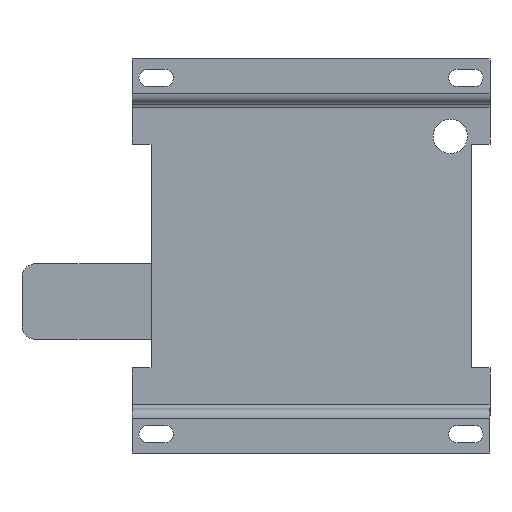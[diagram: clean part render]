
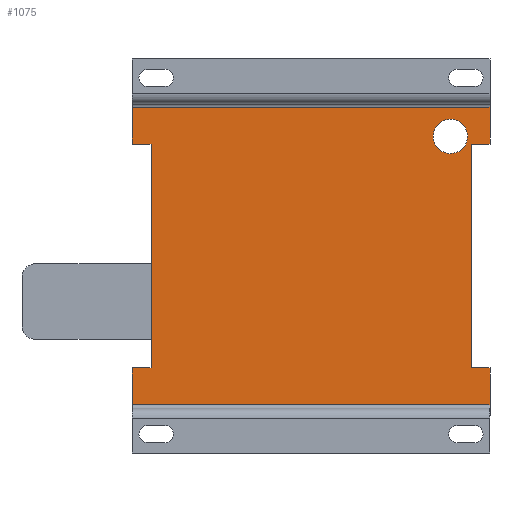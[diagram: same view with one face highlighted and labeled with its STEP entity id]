
A CAD part, front view. The second image highlights one B-rep face of the part: STEP entity #1075.
In plain terms, the highlighted planar face has unit normal (0, -1, 0).
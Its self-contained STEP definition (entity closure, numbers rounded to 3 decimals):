
#3 = DIRECTION ( 'NONE',  ( -1., 0., 0. ) ) ;
#5 = LINE ( 'NONE', #2578, #40 ) ;
#12 = CARTESIAN_POINT ( 'NONE',  ( 40.5, -2., 29.75 ) ) ;
#40 = VECTOR ( 'NONE', #1557, 1000. ) ;
#46 = CARTESIAN_POINT ( 'NONE',  ( -52., -2., 43.25 ) ) ;
#62 = ORIENTED_EDGE ( 'NONE', *, *, #2175, .F. ) ;
#88 = VERTEX_POINT ( 'NONE', #1038 ) ;
#122 = VERTEX_POINT ( 'NONE', #1225 ) ;
#124 = ORIENTED_EDGE ( 'NONE', *, *, #1549, .F. ) ;
#169 = LINE ( 'NONE', #1192, #1932 ) ;
#172 = VECTOR ( 'NONE', #1522, 1000. ) ;
#175 = VERTEX_POINT ( 'NONE', #12 ) ;
#178 = EDGE_CURVE ( 'NONE', #1255, #1048, #1987, .T. ) ;
#188 = CARTESIAN_POINT ( 'NONE',  ( 52., -2., 43.25 ) ) ;
#222 = CARTESIAN_POINT ( 'NONE',  ( 52., -2., -32.5 ) ) ;
#249 = CARTESIAN_POINT ( 'NONE',  ( 40.5, -2., 34.75 ) ) ;
#250 = EDGE_CURVE ( 'NONE', #446, #1984, #2076, .T. ) ;
#267 = DIRECTION ( 'NONE',  ( 0., 0., 1. ) ) ;
#313 = CARTESIAN_POINT ( 'NONE',  ( 46.5, -2., -32.5 ) ) ;
#376 = VERTEX_POINT ( 'NONE', #313 ) ;
#406 = ORIENTED_EDGE ( 'NONE', *, *, #616, .F. ) ;
#410 = ORIENTED_EDGE ( 'NONE', *, *, #651, .F. ) ;
#435 = VERTEX_POINT ( 'NONE', #1318 ) ;
#446 = VERTEX_POINT ( 'NONE', #2135 ) ;
#463 = EDGE_CURVE ( 'NONE', #1048, #435, #488, .T. ) ;
#488 = LINE ( 'NONE', #752, #172 ) ;
#541 = VECTOR ( 'NONE', #1235, 1000. ) ;
#551 = VECTOR ( 'NONE', #768, 1000. ) ;
#566 = CARTESIAN_POINT ( 'NONE',  ( -52., -2., 32.5 ) ) ;
#607 = FACE_BOUND ( 'NONE', #2361, .T. ) ;
#611 = VECTOR ( 'NONE', #1736, 1000. ) ;
#616 = EDGE_CURVE ( 'NONE', #1913, #88, #1495, .T. ) ;
#651 = EDGE_CURVE ( 'NONE', #1870, #376, #169, .T. ) ;
#677 = CARTESIAN_POINT ( 'NONE',  ( -52., -2., -32.5 ) ) ;
#712 = ORIENTED_EDGE ( 'NONE', *, *, #1085, .F. ) ;
#752 = CARTESIAN_POINT ( 'NONE',  ( 52., -2., -46.25 ) ) ;
#755 = EDGE_CURVE ( 'NONE', #175, #1042, #1726, .T. ) ;
#768 = DIRECTION ( 'NONE',  ( 1., 0., 0. ) ) ;
#778 = PLANE ( 'NONE',  #1299 ) ;
#813 = CARTESIAN_POINT ( 'NONE',  ( 52., -2., 32.5 ) ) ;
#824 = ORIENTED_EDGE ( 'NONE', *, *, #2140, .F. ) ;
#831 = ORIENTED_EDGE ( 'NONE', *, *, #1654, .F. ) ;
#848 = EDGE_CURVE ( 'NONE', #2625, #1255, #2407, .T. ) ;
#851 = EDGE_CURVE ( 'NONE', #1042, #175, #1343, .T. ) ;
#861 = CARTESIAN_POINT ( 'NONE',  ( -52., -2., -46.25 ) ) ;
#866 = DIRECTION ( 'NONE',  ( 0., 0., -1. ) ) ;
#903 = EDGE_LOOP ( 'NONE', ( #410, #831, #2044, #924, #2396, #712, #824, #406, #1052, #124, #1222, #62 ) ) ;
#924 = ORIENTED_EDGE ( 'NONE', *, *, #178, .F. ) ;
#977 = ORIENTED_EDGE ( 'NONE', *, *, #755, .F. ) ;
#987 = VECTOR ( 'NONE', #866, 1000. ) ;
#1005 = DIRECTION ( 'NONE',  ( 0., 0., 1. ) ) ;
#1024 = VECTOR ( 'NONE', #2215, 1000. ) ;
#1038 = CARTESIAN_POINT ( 'NONE',  ( -46.5, -2., -32.5 ) ) ;
#1042 = VERTEX_POINT ( 'NONE', #2402 ) ;
#1048 = VERTEX_POINT ( 'NONE', #188 ) ;
#1052 = ORIENTED_EDGE ( 'NONE', *, *, #2438, .F. ) ;
#1075 = ADVANCED_FACE ( 'NONE', ( #607, #1429 ), #778, .F. ) ;
#1085 = EDGE_CURVE ( 'NONE', #2049, #2625, #1121, .T. ) ;
#1121 = LINE ( 'NONE', #566, #1994 ) ;
#1127 = CARTESIAN_POINT ( 'NONE',  ( -52., -2., 32.5 ) ) ;
#1156 = CARTESIAN_POINT ( 'NONE',  ( 52., -2., -43.25 ) ) ;
#1175 = CARTESIAN_POINT ( 'NONE',  ( -52., -2., -32.5 ) ) ;
#1191 = CARTESIAN_POINT ( 'NONE',  ( 0., -2., 0. ) ) ;
#1192 = CARTESIAN_POINT ( 'NONE',  ( 46.5, -2., -32.5 ) ) ;
#1221 = AXIS2_PLACEMENT_3D ( 'NONE', #249, #1465, #267 ) ;
#1222 = ORIENTED_EDGE ( 'NONE', *, *, #250, .F. ) ;
#1225 = CARTESIAN_POINT ( 'NONE',  ( -52., -2., -43.25 ) ) ;
#1235 = DIRECTION ( 'NONE',  ( 1., 0., 0. ) ) ;
#1255 = VERTEX_POINT ( 'NONE', #2256 ) ;
#1268 = VECTOR ( 'NONE', #1928, 1000. ) ;
#1299 = AXIS2_PLACEMENT_3D ( 'NONE', #1191, #2437, #1005 ) ;
#1318 = CARTESIAN_POINT ( 'NONE',  ( 52., -2., 32.5 ) ) ;
#1343 = CIRCLE ( 'NONE', #1221, 5. ) ;
#1405 = CARTESIAN_POINT ( 'NONE',  ( -46.5, -2., -32.5 ) ) ;
#1429 = FACE_OUTER_BOUND ( 'NONE', #903, .T. ) ;
#1465 = DIRECTION ( 'NONE',  ( 0., -1., 0. ) ) ;
#1495 = LINE ( 'NONE', #1175, #551 ) ;
#1509 = CARTESIAN_POINT ( 'NONE',  ( -52., -2., -46.25 ) ) ;
#1522 = DIRECTION ( 'NONE',  ( 0., 0., -1. ) ) ;
#1527 = VECTOR ( 'NONE', #3, 1000. ) ;
#1549 = EDGE_CURVE ( 'NONE', #1984, #122, #5, .T. ) ;
#1557 = DIRECTION ( 'NONE',  ( -1., 0., 0. ) ) ;
#1589 = VECTOR ( 'NONE', #2035, 1000. ) ;
#1654 = EDGE_CURVE ( 'NONE', #435, #1870, #2472, .T. ) ;
#1679 = AXIS2_PLACEMENT_3D ( 'NONE', #2470, #1826, #1853 ) ;
#1726 = CIRCLE ( 'NONE', #1679, 5. ) ;
#1736 = DIRECTION ( 'NONE',  ( 0., 0., 1. ) ) ;
#1824 = DIRECTION ( 'NONE',  ( -1., 0., 0. ) ) ;
#1826 = DIRECTION ( 'NONE',  ( 0., -1., 0. ) ) ;
#1853 = DIRECTION ( 'NONE',  ( 0., 0., 1. ) ) ;
#1870 = VERTEX_POINT ( 'NONE', #2543 ) ;
#1913 = VERTEX_POINT ( 'NONE', #677 ) ;
#1928 = DIRECTION ( 'NONE',  ( 0., 0., 1. ) ) ;
#1932 = VECTOR ( 'NONE', #2619, 1000. ) ;
#1984 = VERTEX_POINT ( 'NONE', #1156 ) ;
#1987 = LINE ( 'NONE', #46, #541 ) ;
#1994 = VECTOR ( 'NONE', #1824, 1000. ) ;
#2010 = ORIENTED_EDGE ( 'NONE', *, *, #851, .F. ) ;
#2035 = DIRECTION ( 'NONE',  ( 0., 0., 1. ) ) ;
#2044 = ORIENTED_EDGE ( 'NONE', *, *, #463, .F. ) ;
#2049 = VERTEX_POINT ( 'NONE', #2351 ) ;
#2075 = CARTESIAN_POINT ( 'NONE',  ( 52., -2., -46.25 ) ) ;
#2076 = LINE ( 'NONE', #2075, #987 ) ;
#2135 = CARTESIAN_POINT ( 'NONE',  ( 52., -2., -32.5 ) ) ;
#2140 = EDGE_CURVE ( 'NONE', #88, #2049, #2338, .T. ) ;
#2175 = EDGE_CURVE ( 'NONE', #376, #446, #2593, .T. ) ;
#2215 = DIRECTION ( 'NONE',  ( 1., 0., 0. ) ) ;
#2256 = CARTESIAN_POINT ( 'NONE',  ( -52., -2., 43.25 ) ) ;
#2338 = LINE ( 'NONE', #1405, #1589 ) ;
#2351 = CARTESIAN_POINT ( 'NONE',  ( -46.5, -2., 32.5 ) ) ;
#2361 = EDGE_LOOP ( 'NONE', ( #2010, #977 ) ) ;
#2368 = LINE ( 'NONE', #1509, #1268 ) ;
#2396 = ORIENTED_EDGE ( 'NONE', *, *, #848, .F. ) ;
#2402 = CARTESIAN_POINT ( 'NONE',  ( 40.5, -2., 39.75 ) ) ;
#2407 = LINE ( 'NONE', #861, #611 ) ;
#2437 = DIRECTION ( 'NONE',  ( 0., 1., 0. ) ) ;
#2438 = EDGE_CURVE ( 'NONE', #122, #1913, #2368, .T. ) ;
#2470 = CARTESIAN_POINT ( 'NONE',  ( 40.5, -2., 34.75 ) ) ;
#2472 = LINE ( 'NONE', #813, #1527 ) ;
#2543 = CARTESIAN_POINT ( 'NONE',  ( 46.5, -2., 32.5 ) ) ;
#2578 = CARTESIAN_POINT ( 'NONE',  ( 52., -2., -43.25 ) ) ;
#2593 = LINE ( 'NONE', #222, #1024 ) ;
#2619 = DIRECTION ( 'NONE',  ( 0., 0., -1. ) ) ;
#2625 = VERTEX_POINT ( 'NONE', #1127 ) ;
